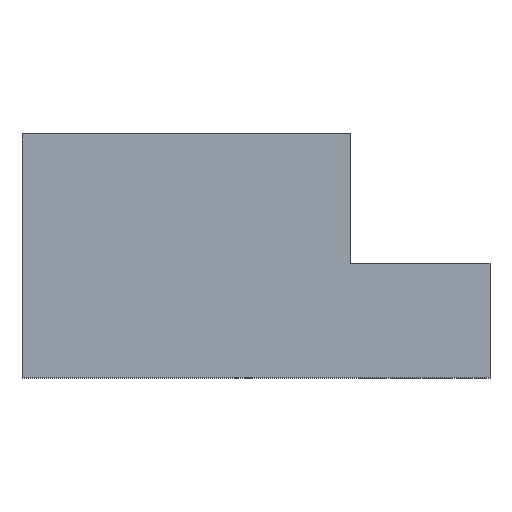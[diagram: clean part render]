
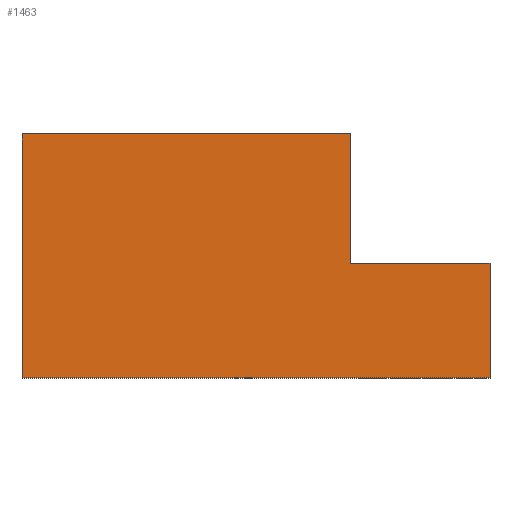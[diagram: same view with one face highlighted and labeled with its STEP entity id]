
A CAD part, top view. The second image highlights one B-rep face of the part: STEP entity #1463.
In plain terms, the highlighted planar face has unit normal (0, 0, 1).
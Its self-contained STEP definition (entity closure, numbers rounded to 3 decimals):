
#1420=AXIS2_PLACEMENT_3D('Plane Axis2P3D',#1417,#1418,#1419) ;
#42=CARTESIAN_POINT('Vertex',(54.31,0.,14.9)) ;
#45=CARTESIAN_POINT('Line Origine',(27.155,0.,14.9)) ;
#49=CARTESIAN_POINT('Vertex',(0.,0.,14.9)) ;
#1417=CARTESIAN_POINT('Axis2P3D Location',(0.,28.3,14.9)) ;
#1422=CARTESIAN_POINT('Line Origine',(54.31,6.65,14.9)) ;
#1426=CARTESIAN_POINT('Vertex',(54.31,13.3,14.9)) ;
#1429=CARTESIAN_POINT('Line Origine',(46.205,13.3,14.9)) ;
#1433=CARTESIAN_POINT('Vertex',(38.1,13.3,14.9)) ;
#1436=CARTESIAN_POINT('Line Origine',(38.1,20.8,14.9)) ;
#1440=CARTESIAN_POINT('Vertex',(38.1,28.3,14.9)) ;
#1443=CARTESIAN_POINT('Line Origine',(19.05,28.3,14.9)) ;
#1447=CARTESIAN_POINT('Vertex',(0.,28.3,14.9)) ;
#1450=CARTESIAN_POINT('Line Origine',(0.,14.15,14.9)) ;
#46=DIRECTION('Vector Direction',(-1.,0.,0.)) ;
#1418=DIRECTION('Axis2P3D Direction',(-0.,0.,1.)) ;
#1419=DIRECTION('Axis2P3D XDirection',(0.,-1.,0.)) ;
#1423=DIRECTION('Vector Direction',(0.,1.,0.)) ;
#1430=DIRECTION('Vector Direction',(-1.,0.,0.)) ;
#1437=DIRECTION('Vector Direction',(0.,-1.,0.)) ;
#1444=DIRECTION('Vector Direction',(1.,0.,0.)) ;
#1451=DIRECTION('Vector Direction',(0.,-1.,0.)) ;
#47=VECTOR('Line Direction',#46,1.) ;
#1424=VECTOR('Line Direction',#1423,1.) ;
#1431=VECTOR('Line Direction',#1430,1.) ;
#1438=VECTOR('Line Direction',#1437,1.) ;
#1445=VECTOR('Line Direction',#1444,1.) ;
#1452=VECTOR('Line Direction',#1451,1.) ;
#1456=ORIENTED_EDGE('',*,*,#1428,.T.) ;
#1457=ORIENTED_EDGE('',*,*,#1435,.T.) ;
#1458=ORIENTED_EDGE('',*,*,#1442,.T.) ;
#1459=ORIENTED_EDGE('',*,*,#1449,.F.) ;
#1460=ORIENTED_EDGE('',*,*,#1454,.F.) ;
#1461=ORIENTED_EDGE('',*,*,#51,.F.) ;
#1463=ADVANCED_FACE('HOUSING',(#1462),#1421,.T.) ;
#51=EDGE_CURVE('',#43,#50,#48,.T.) ;
#1428=EDGE_CURVE('',#43,#1427,#1425,.T.) ;
#1435=EDGE_CURVE('',#1427,#1434,#1432,.T.) ;
#1442=EDGE_CURVE('',#1434,#1441,#1439,.F.) ;
#1449=EDGE_CURVE('',#1448,#1441,#1446,.T.) ;
#1454=EDGE_CURVE('',#50,#1448,#1453,.F.) ;
#1455=EDGE_LOOP('',(#1456,#1457,#1458,#1459,#1460,#1461)) ;
#1462=FACE_OUTER_BOUND('',#1455,.T.) ;
#48=LINE('Line',#45,#47) ;
#1425=LINE('Line',#1422,#1424) ;
#1432=LINE('Line',#1429,#1431) ;
#1439=LINE('Line',#1436,#1438) ;
#1446=LINE('Line',#1443,#1445) ;
#1453=LINE('Line',#1450,#1452) ;
#1421=PLANE('',#1420) ;
#43=VERTEX_POINT('',#42) ;
#50=VERTEX_POINT('',#49) ;
#1427=VERTEX_POINT('',#1426) ;
#1434=VERTEX_POINT('',#1433) ;
#1441=VERTEX_POINT('',#1440) ;
#1448=VERTEX_POINT('',#1447) ;
